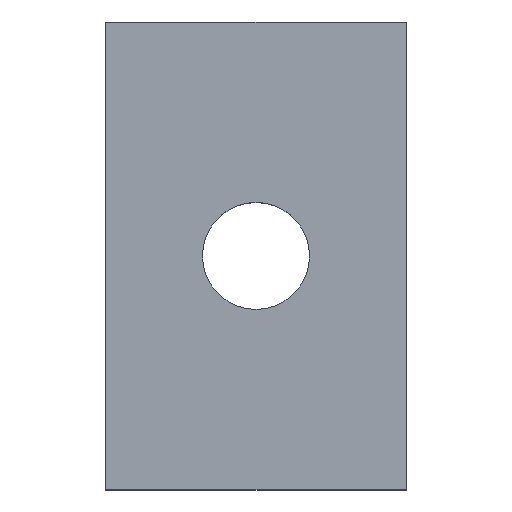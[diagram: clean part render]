
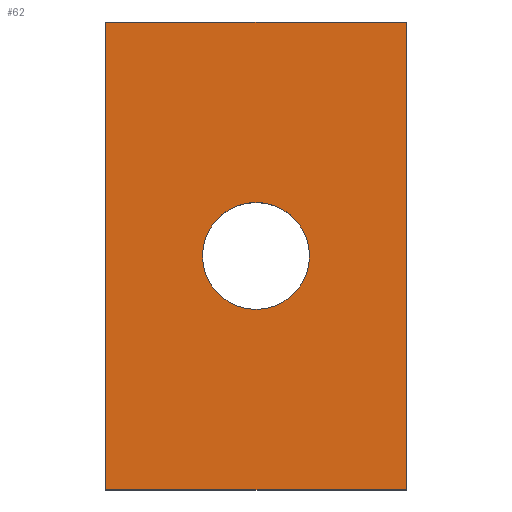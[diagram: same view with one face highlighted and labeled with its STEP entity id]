
A CAD part, top view. The second image highlights one B-rep face of the part: STEP entity #62.
In plain terms, the highlighted planar face has unit normal (0, 0, 1).
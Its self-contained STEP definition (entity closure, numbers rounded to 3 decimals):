
#1 = AXIS2_PLACEMENT_3D ( 'NONE', #240, #224, #223 ) ;
#3 = CIRCLE ( 'NONE', #95, 1.6 ) ;
#13 = LINE ( 'NONE', #172, #135 ) ;
#15 = VERTEX_POINT ( 'NONE', #229 ) ;
#31 = CARTESIAN_POINT ( 'NONE',  ( 4.5, 7., 2.5 ) ) ;
#36 = VERTEX_POINT ( 'NONE', #236 ) ;
#37 = DIRECTION ( 'NONE',  ( 1., 0., 0. ) ) ;
#38 = LINE ( 'NONE', #261, #179 ) ;
#43 = VERTEX_POINT ( 'NONE', #158 ) ;
#47 = EDGE_CURVE ( 'NONE', #210, #219, #3, .T. ) ;
#54 = EDGE_CURVE ( 'NONE', #36, #43, #38, .T. ) ;
#62 = ADVANCED_FACE ( 'NONE', ( #204, #111 ), #226, .F. ) ;
#65 = CIRCLE ( 'NONE', #200, 1.6 ) ;
#66 = EDGE_CURVE ( 'NONE', #15, #36, #215, .T. ) ;
#75 = DIRECTION ( 'NONE',  ( 0., 0., 1. ) ) ;
#88 = CARTESIAN_POINT ( 'NONE',  ( 4.5, 7., 2.5 ) ) ;
#95 = AXIS2_PLACEMENT_3D ( 'NONE', #88, #75, #37 ) ;
#111 = FACE_BOUND ( 'NONE', #225, .T. ) ;
#117 = CARTESIAN_POINT ( 'NONE',  ( 2.9, 7., 2.5 ) ) ;
#118 = CARTESIAN_POINT ( 'NONE',  ( 0., 14., 2.5 ) ) ;
#119 = EDGE_CURVE ( 'NONE', #219, #210, #65, .T. ) ;
#125 = EDGE_CURVE ( 'NONE', #43, #234, #206, .T. ) ;
#131 = EDGE_CURVE ( 'NONE', #234, #15, #13, .T. ) ;
#135 = VECTOR ( 'NONE', #150, 1000. ) ;
#150 = DIRECTION ( 'NONE',  ( 0., -1., 0. ) ) ;
#152 = DIRECTION ( 'NONE',  ( 1., 0., 0. ) ) ;
#156 = DIRECTION ( 'NONE',  ( 0., 0., 1. ) ) ;
#157 = ORIENTED_EDGE ( 'NONE', *, *, #125, .T. ) ;
#158 = CARTESIAN_POINT ( 'NONE',  ( 9., 14., 2.5 ) ) ;
#161 = DIRECTION ( 'NONE',  ( -1., 0., 0. ) ) ;
#162 = CARTESIAN_POINT ( 'NONE',  ( 0., 14., 2.5 ) ) ;
#169 = CARTESIAN_POINT ( 'NONE',  ( 6.1, 7., 2.5 ) ) ;
#172 = CARTESIAN_POINT ( 'NONE',  ( 0., 0., 2.5 ) ) ;
#175 = ORIENTED_EDGE ( 'NONE', *, *, #54, .T. ) ;
#179 = VECTOR ( 'NONE', #259, 1000. ) ;
#188 = ORIENTED_EDGE ( 'NONE', *, *, #47, .F. ) ;
#200 = AXIS2_PLACEMENT_3D ( 'NONE', #31, #156, #152 ) ;
#204 = FACE_OUTER_BOUND ( 'NONE', #269, .T. ) ;
#206 = LINE ( 'NONE', #162, #247 ) ;
#210 = VERTEX_POINT ( 'NONE', #169 ) ;
#214 = ORIENTED_EDGE ( 'NONE', *, *, #66, .T. ) ;
#215 = LINE ( 'NONE', #221, #217 ) ;
#217 = VECTOR ( 'NONE', #248, 1000. ) ;
#219 = VERTEX_POINT ( 'NONE', #117 ) ;
#221 = CARTESIAN_POINT ( 'NONE',  ( 0., 0., 2.5 ) ) ;
#223 = DIRECTION ( 'NONE',  ( -1., 0., 0. ) ) ;
#224 = DIRECTION ( 'NONE',  ( 0., 0., -1. ) ) ;
#225 = EDGE_LOOP ( 'NONE', ( #230, #188 ) ) ;
#226 = PLANE ( 'NONE',  #1 ) ;
#229 = CARTESIAN_POINT ( 'NONE',  ( 0., 0., 2.5 ) ) ;
#230 = ORIENTED_EDGE ( 'NONE', *, *, #119, .F. ) ;
#234 = VERTEX_POINT ( 'NONE', #118 ) ;
#236 = CARTESIAN_POINT ( 'NONE',  ( 9., 0., 2.5 ) ) ;
#240 = CARTESIAN_POINT ( 'NONE',  ( 0., 14., 2.5 ) ) ;
#247 = VECTOR ( 'NONE', #161, 1000. ) ;
#248 = DIRECTION ( 'NONE',  ( 1., 0., 0. ) ) ;
#251 = ORIENTED_EDGE ( 'NONE', *, *, #131, .T. ) ;
#259 = DIRECTION ( 'NONE',  ( 0., 1., 0. ) ) ;
#261 = CARTESIAN_POINT ( 'NONE',  ( 9., 0., 2.5 ) ) ;
#269 = EDGE_LOOP ( 'NONE', ( #251, #214, #175, #157 ) ) ;
